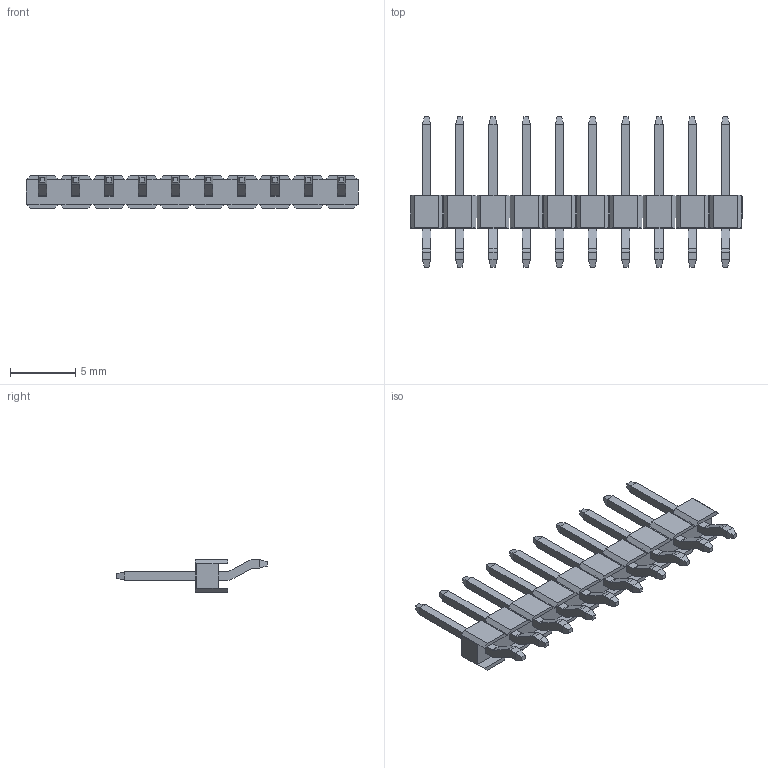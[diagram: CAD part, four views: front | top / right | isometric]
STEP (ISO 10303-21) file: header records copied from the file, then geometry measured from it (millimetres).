
FILE_DESCRIPTION (( 'STEP AP214' ), '1' );
FILE_NAME ('M20-8891045.STEP', '2024-06-12T16:40:11', ( '' ), ( '' ), 'SwSTEP 2.0', 'SolidWorks 2023', '' );
FILE_SCHEMA (( 'AUTOMOTIVE_DESIGN' ));
Length unit declared in the file: millimetre
Products named in the file (4): M20-8891045; M20-88910_MOULD; M20-889_CONTACT; M20-8891045_ASM_1
Assembly tree (12 placements, depth 3):
  M20-8891045
    M20-8891045_ASM_1
      M20-88910_MOULD
      M20-889_CONTACT  x10
Bounding box: 25.4 x 11.5 x 2.5 mm (x, y, z)
Volume: 155.3 mm3; surface area: 639.5 mm2
Topology: 11 solids, 11 shells, 466 faces, 1172 edges, 728 vertices
Faces by surface type: plane 426, cylinder 40
Entity records: 11146 total; most frequent: CARTESIAN_POINT 1428, ORIENTED_EDGE 1408, DIRECTION 1280, EDGE_CURVE 704, LINE 696, VECTOR 696, VERTEX_POINT 440, AXIS2_PLACEMENT_3D 292
